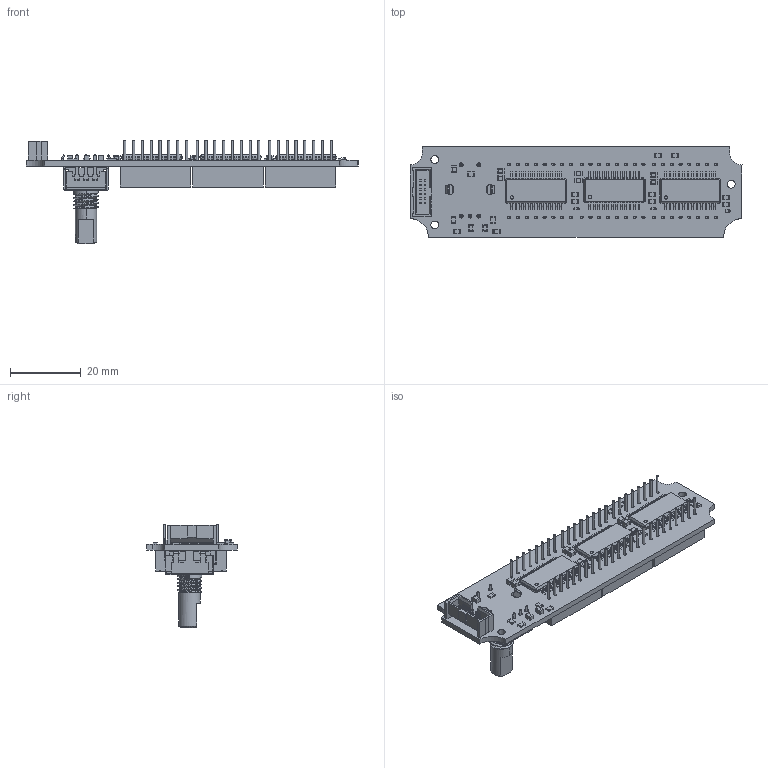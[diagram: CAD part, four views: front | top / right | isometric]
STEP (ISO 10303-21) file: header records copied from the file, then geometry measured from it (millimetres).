
FILE_DESCRIPTION(('KiCad electronic assembly'),'2;1');
FILE_NAME('Display.step','2025-01-14T19:49:10',('Pcbnew'),('Kicad'), 'Open CASCADE STEP processor 7.8','KiCad to STEP converter','Unknown' );
FILE_SCHEMA(('AUTOMOTIVE_DESIGN { 1 0 10303 214 1 1 1 1 }'));
Length unit declared in the file: millimetre
Products named in the file (16): Display 1; R_0805_2012Metric; SSOP-24_3.9x8.7mm_P0.635mm; SSOP_24_39x87mm_P0635mm; C_0805_2012Metric; D_SOD-523; D_SOD_523; SHF-106-01-L-D-TH; SHF-106-01-L-D-TH-TR; 8x8_matrix; Open CASCADE STEP translator 7.8 1; PEC11R-4215F-S0024; _autosave-Display_PCB
Assembly tree (41 placements, depth 3):
  Display 1
    R_0805_2012Metric  x13
      R_0805_2012Metric
    SSOP-24_3.9x8.7mm_P0.635mm  x3
      SSOP_24_39x87mm_P0635mm
    C_0805_2012Metric  x9
      C_0805_2012Metric
    D_SOD-523  x3
      D_SOD_523
    SHF-106-01-L-D-TH
      SHF-106-01-L-D-TH-TR
    8x8_matrix  x3
      Open CASCADE STEP translator 7.8 1
    PEC11R-4215F-S0024
      PEC11R-4215F-S0024
    _autosave-Display_PCB
Bounding box: 94 x 25.63 x 29.4 mm (x, y, z)
Volume: 12887.6 mm3; surface area: 14054.7 mm2
Topology: 44 solids, 44 shells, 2953 faces, 7227 edges, 4628 vertices
Faces by surface type: bspline 1221, plane 1128, cylinder 603, cone 1
Full cylindrical faces by diameter (mm): 0.6 x48, 0.711 x48, 0.74 x12, 1.1 x5, 1.8 x192, 2.2 x3
Entity records: 40250 total; most frequent: CARTESIAN_POINT 9893, ORIENTED_EDGE 6186, DIRECTION 4227, EDGE_CURVE 3093, VERTEX_POINT 1976, LINE 1503, VECTOR 1503, FACE_BOUND 1467
